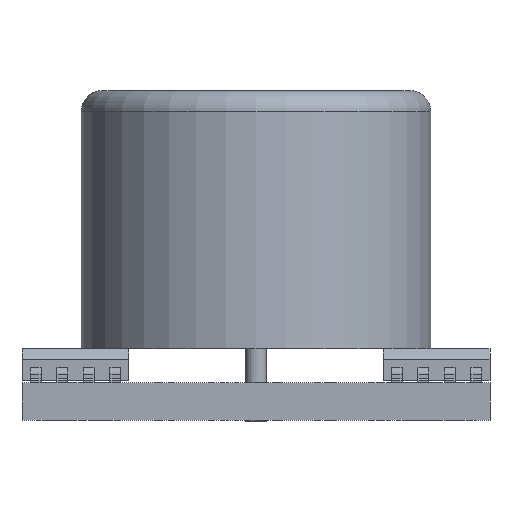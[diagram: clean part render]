
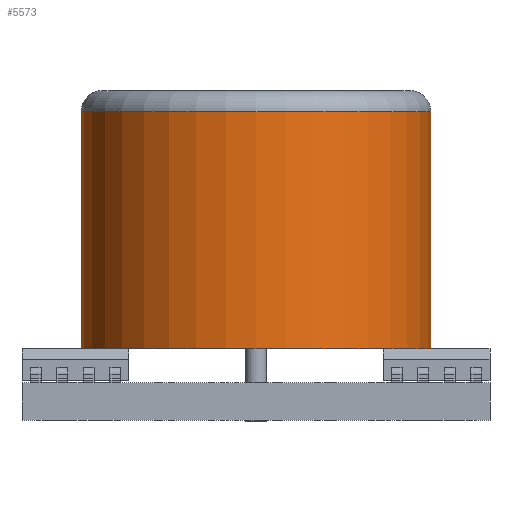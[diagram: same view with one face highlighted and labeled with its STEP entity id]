
A CAD part, front view. The second image highlights one B-rep face of the part: STEP entity #5573.
In plain terms, the highlighted cylindrical face has radius 8.255 mm (diameter 16.51 mm), a partial arc.
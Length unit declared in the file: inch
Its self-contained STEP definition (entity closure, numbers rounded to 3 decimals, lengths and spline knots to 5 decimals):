
#5532=CARTESIAN_POINT('',(0.0,0.0,0.0));
#5533=DIRECTION('',(0.0,0.0,1.0));
#5534=DIRECTION('',(-1.0,0.0,0.0));
#5535=AXIS2_PLACEMENT_3D('',#5532,#5533,#5534);
#5536=CYLINDRICAL_SURFACE('',#5535,0.325);
#5537=CARTESIAN_POINT('',(-0.325,0.,0.0));
#5538=VERTEX_POINT('',#5537);
#5539=CARTESIAN_POINT('',(-0.325,0.,0.44063));
#5540=VERTEX_POINT('',#5539);
#5541=CARTESIAN_POINT('',(-0.325,0.,0.0));
#5542=DIRECTION('',(0.0,0.0,1.0));
#5543=VECTOR('',#5542,0.44063);
#5544=LINE('',#5541,#5543);
#5545=EDGE_CURVE('',#5538,#5540,#5544,.T.);
#5546=ORIENTED_EDGE('',*,*,#5545,.F.);
#5547=CARTESIAN_POINT('',(0.325,0.,0.0));
#5548=VERTEX_POINT('',#5547);
#5549=CARTESIAN_POINT('',(0.0,0.0,0.0));
#5550=DIRECTION('',(0.0,0.0,-1.0));
#5551=DIRECTION('',(-1.0,0.0,0.0));
#5552=AXIS2_PLACEMENT_3D('',#5549,#5550,#5551);
#5553=CIRCLE('',#5552,0.325);
#5554=EDGE_CURVE('',#5548,#5538,#5553,.T.);
#5555=ORIENTED_EDGE('',*,*,#5554,.F.);
#5556=CARTESIAN_POINT('',(0.325,0.,0.44063));
#5557=VERTEX_POINT('',#5556);
#5558=CARTESIAN_POINT('',(0.325,0.,0.44063));
#5559=DIRECTION('',(0.0,0.0,-1.0));
#5560=VECTOR('',#5559,0.44063);
#5561=LINE('',#5558,#5560);
#5562=EDGE_CURVE('',#5557,#5548,#5561,.T.);
#5563=ORIENTED_EDGE('',*,*,#5562,.F.);
#5564=CARTESIAN_POINT('',(0.0,0.0,0.44063));
#5565=DIRECTION('',(0.0,0.0,1.0));
#5566=DIRECTION('',(-1.0,0.0,0.0));
#5567=AXIS2_PLACEMENT_3D('',#5564,#5565,#5566);
#5568=CIRCLE('',#5567,0.325);
#5569=EDGE_CURVE('',#5540,#5557,#5568,.T.);
#5570=ORIENTED_EDGE('',*,*,#5569,.F.);
#5571=EDGE_LOOP('',(#5546,#5555,#5563,#5570));
#5572=FACE_OUTER_BOUND('',#5571,.T.);
#5573=ADVANCED_FACE('',(#5572),#5536,.T.);
